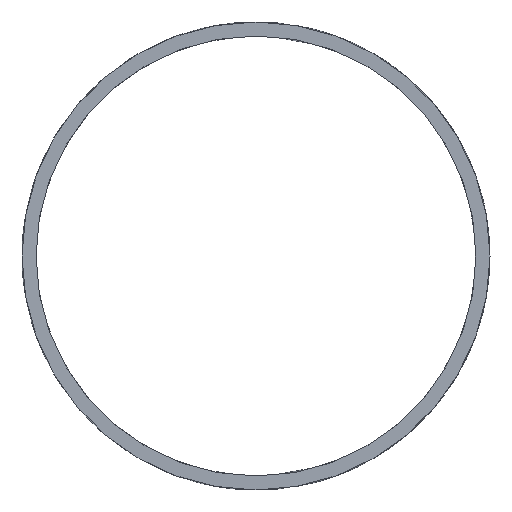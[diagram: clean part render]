
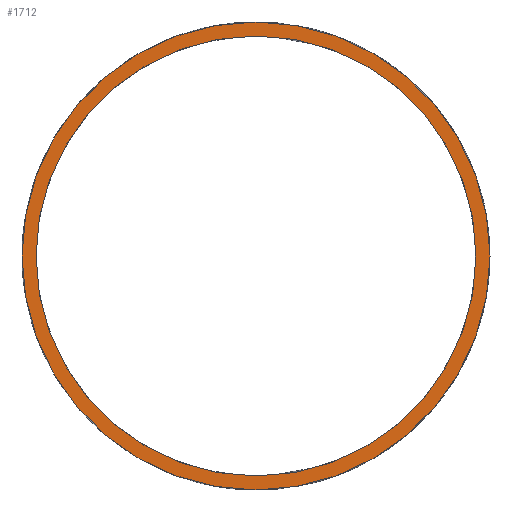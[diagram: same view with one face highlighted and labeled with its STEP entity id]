
A CAD part, left-side view. The second image highlights one B-rep face of the part: STEP entity #1712.
In plain terms, the highlighted planar face has unit normal (-1, 0, 0).
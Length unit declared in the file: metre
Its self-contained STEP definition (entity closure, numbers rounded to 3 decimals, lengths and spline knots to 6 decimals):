
#39=PLANE('',#1860);
#88=FACE_BOUND('',#326,.T.);
#221=FACE_OUTER_BOUND('',#325,.T.);
#325=EDGE_LOOP('',(#1516));
#326=EDGE_LOOP('',(#1517));
#690=CIRCLE('',#1807,0.025);
#697=CIRCLE('',#1815,0.0235);
#788=VERTEX_POINT('',#3018);
#805=VERTEX_POINT('',#3154);
#981=EDGE_CURVE('',#788,#788,#690,.T.);
#1005=EDGE_CURVE('',#805,#805,#697,.T.);
#1516=ORIENTED_EDGE('',*,*,#981,.T.);
#1517=ORIENTED_EDGE('',*,*,#1005,.T.);
#1712=ADVANCED_FACE('',(#221,#88),#39,.T.);
#1807=AXIS2_PLACEMENT_3D('',#3020,#2020,#2021);
#1815=AXIS2_PLACEMENT_3D('',#3155,#2048,#2049);
#1860=AXIS2_PLACEMENT_3D('',#3439,#2206,#2207);
#2020=DIRECTION('center_axis',(-1.,0.,0.));
#2021=DIRECTION('ref_axis',(0.,-1.,0.));
#2048=DIRECTION('center_axis',(1.,0.,0.));
#2049=DIRECTION('ref_axis',(0.,-1.,0.));
#2206=DIRECTION('center_axis',(-1.,0.,0.));
#2207=DIRECTION('ref_axis',(0.,0.,1.));
#3018=CARTESIAN_POINT('',(-0.030199,0.0405,0.008846));
#3020=CARTESIAN_POINT('Origin',(-0.030199,0.0155,0.008846));
#3154=CARTESIAN_POINT('',(-0.030199,0.039,0.008846));
#3155=CARTESIAN_POINT('Origin',(-0.030199,0.0155,0.008846));
#3439=CARTESIAN_POINT('Origin',(-0.030199,0.0155,0.008846));
